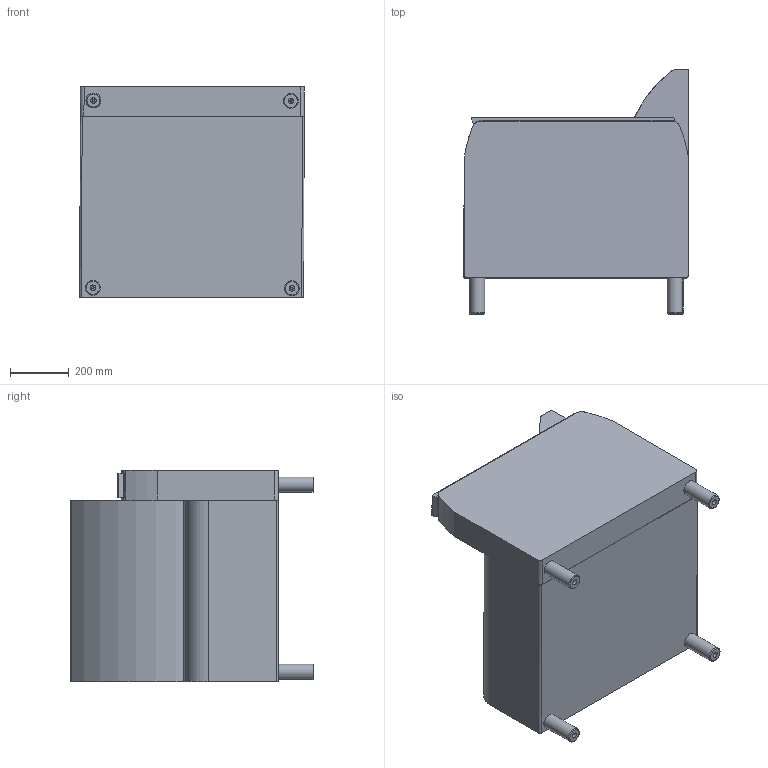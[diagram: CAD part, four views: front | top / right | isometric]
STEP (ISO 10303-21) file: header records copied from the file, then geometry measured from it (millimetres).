
FILE_DESCRIPTION(/* description */ (''),/* implementation_level */ '2;1');
FILE_NAME(/* name */ 'AS12RU.stp',/* time_stamp */ '2015-03-09T06:56:11-04:00',/* author */ ('jbosley'),/* organization */ (''),/* preprocessor_version */ 'ST-DEVELOPER v15.6',/* originating_system */ 'Autodesk Inventor 2015',/* authorisation */ '');
FILE_SCHEMA (('AUTOMOTIVE_DESIGN { 1 0 10303 214 3 1 1 }'));
Length unit declared in the file: inch
Products named in the file (5): AS10 UBASE; AS12 AC UARMR-2; LEG RD2X5 PLT; DIA10 MAC FLAT; AS12RU
Bounding box: 763.91 x 829.95 x 719.58 mm (x, y, z)
Volume: 231884982.5 mm3; surface area: 3675781.5 mm2
Topology: 7 solids, 7 shells, 71 faces, 151 edges, 98 vertices
Faces by surface type: cylinder 32, plane 31, torus 6, bspline 2
Full cylindrical faces by diameter (mm): 7.938 x4, 19.05 x4, 50.8 x4
Entity records: 1782 total; most frequent: CARTESIAN_POINT 485, DIRECTION 271, ORIENTED_EDGE 228, EDGE_CURVE 114, AXIS2_PLACEMENT_3D 105, VERTEX_POINT 77, LINE 61, VECTOR 61
